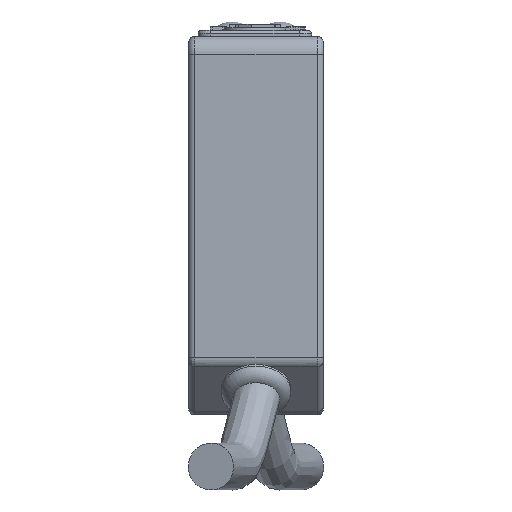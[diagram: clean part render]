
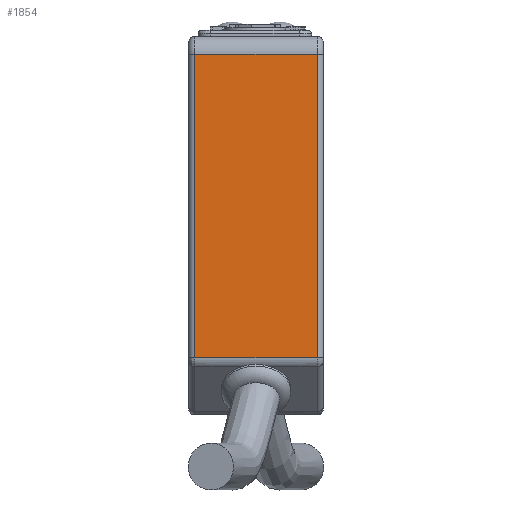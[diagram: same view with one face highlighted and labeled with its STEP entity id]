
A CAD part, front view. The second image highlights one B-rep face of the part: STEP entity #1854.
In plain terms, the highlighted planar face has unit normal (0, -1, 0).
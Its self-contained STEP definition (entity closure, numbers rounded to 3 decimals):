
#1107=LINE('',#21333,#1489);
#1108=LINE('',#21336,#1490);
#1109=LINE('',#21338,#1491);
#1110=LINE('',#21340,#1492);
#1489=VECTOR('',#6889,1.);
#1490=VECTOR('',#6890,1.);
#1491=VECTOR('',#6891,1.);
#1492=VECTOR('',#6892,1.);
#1854=ADVANCED_FACE('',(#2328),#2166,.F.);
#2166=PLANE('',#6248);
#2328=FACE_OUTER_BOUND('',#2609,.T.);
#2609=EDGE_LOOP('',(#3260,#3261,#3262,#3263));
#3260=ORIENTED_EDGE('',*,*,#5287,.T.);
#3261=ORIENTED_EDGE('',*,*,#5288,.T.);
#3262=ORIENTED_EDGE('',*,*,#5289,.T.);
#3263=ORIENTED_EDGE('',*,*,#5290,.T.);
#4757=VERTEX_POINT('',#21334);
#4758=VERTEX_POINT('',#21335);
#4759=VERTEX_POINT('',#21337);
#4760=VERTEX_POINT('',#21339);
#5287=EDGE_CURVE('',#4757,#4758,#1107,.T.);
#5288=EDGE_CURVE('',#4758,#4759,#1108,.T.);
#5289=EDGE_CURVE('',#4759,#4760,#1109,.T.);
#5290=EDGE_CURVE('',#4760,#4757,#1110,.T.);
#6248=AXIS2_PLACEMENT_3D('',#21341,#6893,#6894);
#6889=DIRECTION('',(0.,0.,1.));
#6890=DIRECTION('',(-1.,0.,0.));
#6891=DIRECTION('',(0.,0.,-1.));
#6892=DIRECTION('',(1.,0.,0.));
#6893=DIRECTION('',(0.,1.,0.));
#6894=DIRECTION('',(0.,0.,1.));
#21333=CARTESIAN_POINT('',(180.15,-45.,-12.5));
#21334=CARTESIAN_POINT('',(180.15,-45.,-11.));
#21335=CARTESIAN_POINT('',(180.15,-45.,14.25));
#21336=CARTESIAN_POINT('',(169.65,-45.,14.25));
#21337=CARTESIAN_POINT('',(169.95,-45.,14.25));
#21338=CARTESIAN_POINT('',(169.95,-45.,-9.586));
#21339=CARTESIAN_POINT('',(169.95,-45.,-11.));
#21340=CARTESIAN_POINT('',(169.65,-45.,-11.));
#21341=CARTESIAN_POINT('',(169.65,-45.,-12.5));
